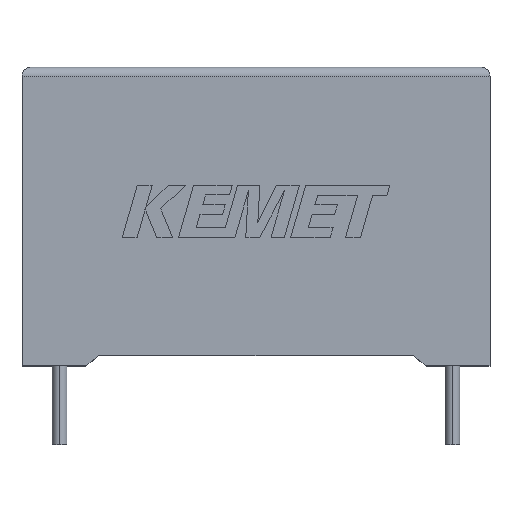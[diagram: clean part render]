
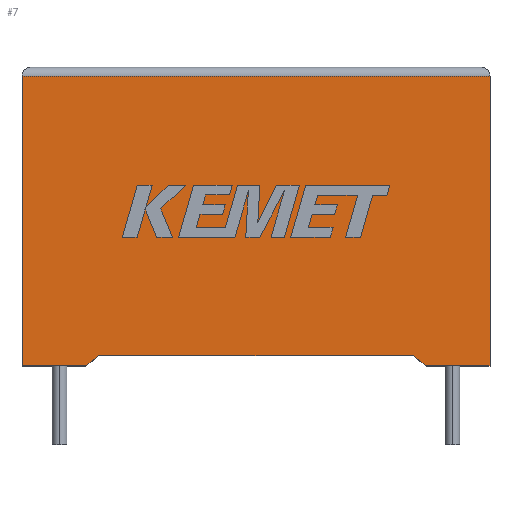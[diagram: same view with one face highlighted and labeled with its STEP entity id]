
A CAD part, top view. The second image highlights one B-rep face of the part: STEP entity #7.
In plain terms, the highlighted planar face has unit normal (0, 0, 1).
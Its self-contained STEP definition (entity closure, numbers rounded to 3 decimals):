
#7 = ADVANCED_FACE ( 'NONE', ( #21 ), #962, .F. ) ;
#21 = FACE_OUTER_BOUND ( 'NONE', #681, .T. ) ;
#136 = ORIENTED_EDGE ( 'NONE', *, *, #1750, .F. ) ;
#325 = EDGE_CURVE ( 'NONE', #1098, #744, #2898, .T. ) ;
#368 = DIRECTION ( 'NONE',  ( 0., 0., -1. ) ) ;
#386 = VERTEX_POINT ( 'NONE', #3015 ) ;
#448 = CARTESIAN_POINT ( 'NONE',  ( 4.394, 0.59, 8.7 ) ) ;
#465 = EDGE_CURVE ( 'NONE', #3009, #2853, #567, .T. ) ;
#471 = DIRECTION ( 'NONE',  ( -1., 0., 0. ) ) ;
#547 = CARTESIAN_POINT ( 'NONE',  ( 0., 0., 8.7 ) ) ;
#563 = DIRECTION ( 'NONE',  ( 0.784, -0.621, 0. ) ) ;
#567 = LINE ( 'NONE', #1223, #2551 ) ;
#601 = ORIENTED_EDGE ( 'NONE', *, *, #325, .T. ) ;
#609 = DIRECTION ( 'NONE',  ( -1., 0., 0. ) ) ;
#645 = VECTOR ( 'NONE', #2451, 1000. ) ;
#681 = EDGE_LOOP ( 'NONE', ( #2875, #2565, #601, #2089, #136, #1752, #1042, #2836 ) ) ;
#744 = VERTEX_POINT ( 'NONE', #1251 ) ;
#840 = EDGE_CURVE ( 'NONE', #386, #2424, #1743, .T. ) ;
#962 = PLANE ( 'NONE',  #1861 ) ;
#999 = LINE ( 'NONE', #1939, #1139 ) ;
#1042 = ORIENTED_EDGE ( 'NONE', *, *, #840, .T. ) ;
#1098 = VERTEX_POINT ( 'NONE', #2219 ) ;
#1139 = VECTOR ( 'NONE', #1199, 1000. ) ;
#1199 = DIRECTION ( 'NONE',  ( -0.784, -0.621, 0. ) ) ;
#1223 = CARTESIAN_POINT ( 'NONE',  ( 26.8, 0., 8.7 ) ) ;
#1251 = CARTESIAN_POINT ( 'NONE',  ( 0., 0., 8.7 ) ) ;
#1292 = VECTOR ( 'NONE', #471, 1000. ) ;
#1405 = CARTESIAN_POINT ( 'NONE',  ( 26.8, 0., 8.7 ) ) ;
#1515 = CARTESIAN_POINT ( 'NONE',  ( 0., 16.6, 8.7 ) ) ;
#1572 = DIRECTION ( 'NONE',  ( 0., -1., 0. ) ) ;
#1723 = CARTESIAN_POINT ( 'NONE',  ( 3.65, 0., 8.7 ) ) ;
#1743 = LINE ( 'NONE', #2680, #2398 ) ;
#1744 = LINE ( 'NONE', #1515, #645 ) ;
#1750 = EDGE_CURVE ( 'NONE', #1907, #2805, #999, .T. ) ;
#1752 = ORIENTED_EDGE ( 'NONE', *, *, #2612, .F. ) ;
#1800 = CARTESIAN_POINT ( 'NONE',  ( 0., 0., 8.7 ) ) ;
#1838 = LINE ( 'NONE', #2313, #2761 ) ;
#1852 = CARTESIAN_POINT ( 'NONE',  ( 13.4, 0.59, 8.7 ) ) ;
#1861 = AXIS2_PLACEMENT_3D ( 'NONE', #1800, #368, #609 ) ;
#1907 = VERTEX_POINT ( 'NONE', #448 ) ;
#1939 = CARTESIAN_POINT ( 'NONE',  ( 3.65, 0., 8.7 ) ) ;
#1950 = DIRECTION ( 'NONE',  ( 1., 0., 0. ) ) ;
#1997 = CARTESIAN_POINT ( 'NONE',  ( 26.8, 16.6, 8.7 ) ) ;
#2089 = ORIENTED_EDGE ( 'NONE', *, *, #2336, .T. ) ;
#2097 = LINE ( 'NONE', #1852, #1292 ) ;
#2159 = DIRECTION ( 'NONE',  ( 0., 1., 0. ) ) ;
#2219 = CARTESIAN_POINT ( 'NONE',  ( 0., 16.6, 8.7 ) ) ;
#2258 = CARTESIAN_POINT ( 'NONE',  ( 0., 0., 8.7 ) ) ;
#2266 = DIRECTION ( 'NONE',  ( 1., 0., 0. ) ) ;
#2313 = CARTESIAN_POINT ( 'NONE',  ( 0., 0., 8.7 ) ) ;
#2336 = EDGE_CURVE ( 'NONE', #744, #2805, #2935, .T. ) ;
#2398 = VECTOR ( 'NONE', #563, 1000. ) ;
#2418 = CARTESIAN_POINT ( 'NONE',  ( 23.15, 0., 8.7 ) ) ;
#2424 = VERTEX_POINT ( 'NONE', #2418 ) ;
#2440 = EDGE_CURVE ( 'NONE', #2853, #1098, #1744, .T. ) ;
#2451 = DIRECTION ( 'NONE',  ( -1., 0., 0. ) ) ;
#2522 = VECTOR ( 'NONE', #1950, 1000. ) ;
#2540 = EDGE_CURVE ( 'NONE', #2424, #3009, #1838, .T. ) ;
#2551 = VECTOR ( 'NONE', #2159, 1000. ) ;
#2565 = ORIENTED_EDGE ( 'NONE', *, *, #2440, .T. ) ;
#2612 = EDGE_CURVE ( 'NONE', #386, #1907, #2097, .T. ) ;
#2680 = CARTESIAN_POINT ( 'NONE',  ( 23.15, 0., 8.7 ) ) ;
#2761 = VECTOR ( 'NONE', #2266, 1000. ) ;
#2805 = VERTEX_POINT ( 'NONE', #1723 ) ;
#2836 = ORIENTED_EDGE ( 'NONE', *, *, #2540, .T. ) ;
#2853 = VERTEX_POINT ( 'NONE', #1997 ) ;
#2875 = ORIENTED_EDGE ( 'NONE', *, *, #465, .T. ) ;
#2898 = LINE ( 'NONE', #2258, #3042 ) ;
#2935 = LINE ( 'NONE', #547, #2522 ) ;
#3009 = VERTEX_POINT ( 'NONE', #1405 ) ;
#3015 = CARTESIAN_POINT ( 'NONE',  ( 22.406, 0.59, 8.7 ) ) ;
#3042 = VECTOR ( 'NONE', #1572, 1000. ) ;
